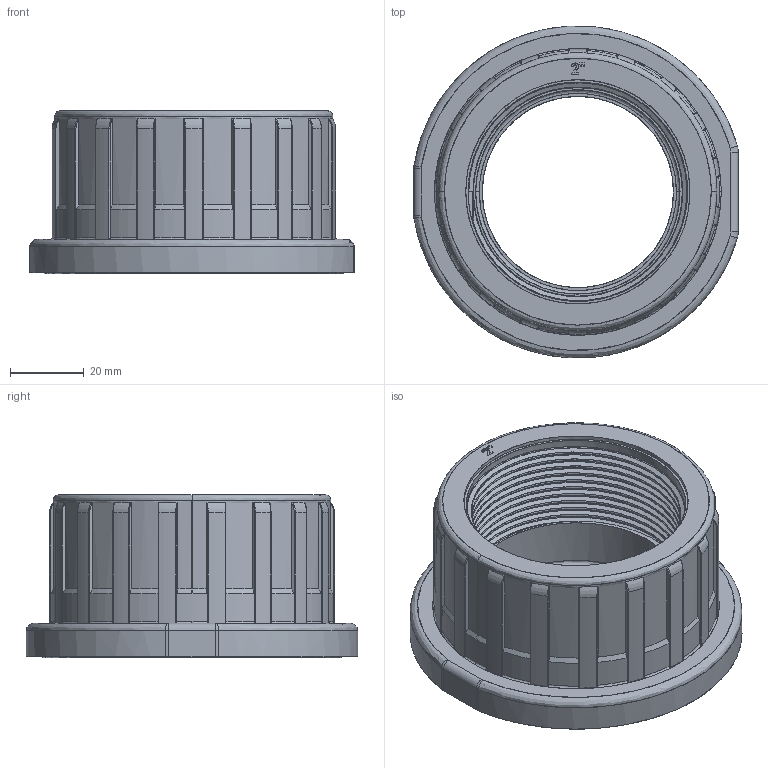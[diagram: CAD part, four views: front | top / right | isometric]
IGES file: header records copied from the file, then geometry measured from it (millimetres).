
Start section: SolidWorks IGES file using NURBS representation for surfaces
Global section: file name: 01 61 1131 200.IGS; native system: SolidWorks 2014; preprocessor: SolidWorks 2014; author: Fabio; date: 141126.170143; units: millimetre
Bounding box: 88.3 x 90.31 x 44.45 mm (x, y, z)
Surface area: 30447.7 mm2 (no closed solid volume)
Topology: 0 solids, 0 shells, 358 faces, 4205 edges, 4189 vertices
Faces by surface type: bspline 358
